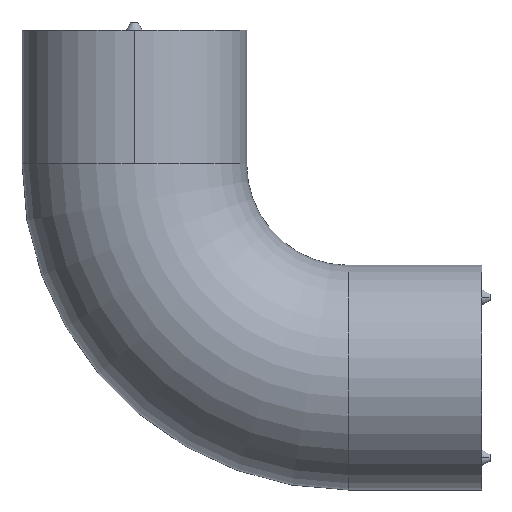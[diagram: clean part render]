
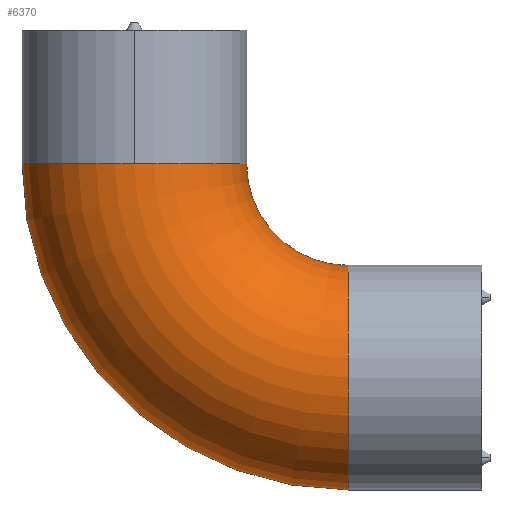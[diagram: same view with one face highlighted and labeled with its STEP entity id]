
A CAD part, left-side view. The second image highlights one B-rep face of the part: STEP entity #6370.
In plain terms, the highlighted toroidal (fillet/blend) face has major radius 40 mm and minor radius 21 mm.
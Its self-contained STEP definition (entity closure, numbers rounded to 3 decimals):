
#236 = CARTESIAN_POINT ( 'NONE',  ( 0., 65., 40. ) ) ;
#262 = CARTESIAN_POINT ( 'NONE',  ( 0., 25., 40. ) ) ;
#277 = DIRECTION ( 'NONE',  ( 0., -1., 0. ) ) ;
#791 = CARTESIAN_POINT ( 'NONE',  ( 0., 25., 0. ) ) ;
#805 = CIRCLE ( 'NONE', #9360, 21. ) ;
#1415 = DIRECTION ( 'NONE',  ( 0., -1., 0. ) ) ;
#1517 = DIRECTION ( 'NONE',  ( 1., 0., 0. ) ) ;
#1576 = EDGE_CURVE ( 'NONE', #6103, #5684, #1815, .T. ) ;
#1610 = TOROIDAL_SURFACE ( 'NONE', #10771, 40., 21. ) ;
#1815 = CIRCLE ( 'NONE', #12361, 21. ) ;
#2408 = FACE_OUTER_BOUND ( 'NONE', #7681, .T. ) ;
#2605 = DIRECTION ( 'NONE',  ( 0., 0., -1. ) ) ;
#2980 = EDGE_CURVE ( 'NONE', #5531, #3856, #805, .T. ) ;
#3480 = CARTESIAN_POINT ( 'NONE',  ( 0., 25., 40. ) ) ;
#3854 = CARTESIAN_POINT ( 'NONE',  ( 0., 25., 40. ) ) ;
#3856 = VERTEX_POINT ( 'NONE', #4743 ) ;
#4685 = ORIENTED_EDGE ( 'NONE', *, *, #6565, .T. ) ;
#4743 = CARTESIAN_POINT ( 'NONE',  ( -21., 65., 40. ) ) ;
#4761 = EDGE_CURVE ( 'NONE', #6103, #5531, #6413, .T. ) ;
#5052 = DIRECTION ( 'NONE',  ( 0., 1., 0. ) ) ;
#5408 = CARTESIAN_POINT ( 'NONE',  ( 0., 86., 40. ) ) ;
#5531 = VERTEX_POINT ( 'NONE', #5408 ) ;
#5684 = VERTEX_POINT ( 'NONE', #6077 ) ;
#5727 = DIRECTION ( 'NONE',  ( 1., 0., 0. ) ) ;
#5735 = CARTESIAN_POINT ( 'NONE',  ( 0., 65., 40. ) ) ;
#5817 = EDGE_CURVE ( 'NONE', #3856, #10143, #6944, .T. ) ;
#5997 = AXIS2_PLACEMENT_3D ( 'NONE', #3854, #11296, #10245 ) ;
#6077 = CARTESIAN_POINT ( 'NONE',  ( 0., 25., 21. ) ) ;
#6103 = VERTEX_POINT ( 'NONE', #13137 ) ;
#6174 = ORIENTED_EDGE ( 'NONE', *, *, #4761, .F. ) ;
#6282 = AXIS2_PLACEMENT_3D ( 'NONE', #3480, #5727, #11858 ) ;
#6370 = ADVANCED_FACE ( 'NONE', ( #2408 ), #1610, .T. ) ;
#6413 = CIRCLE ( 'NONE', #6282, 61. ) ;
#6565 = EDGE_CURVE ( 'NONE', #5684, #10143, #13195, .T. ) ;
#6944 = CIRCLE ( 'NONE', #7874, 21. ) ;
#7295 = ORIENTED_EDGE ( 'NONE', *, *, #5817, .F. ) ;
#7681 = EDGE_LOOP ( 'NONE', ( #6174, #11363, #4685, #7295, #11968 ) ) ;
#7874 = AXIS2_PLACEMENT_3D ( 'NONE', #236, #10786, #277 ) ;
#7889 = DIRECTION ( 'NONE',  ( 0., 0., 1. ) ) ;
#8759 = CARTESIAN_POINT ( 'NONE',  ( 0., 44., 40. ) ) ;
#9360 = AXIS2_PLACEMENT_3D ( 'NONE', #5735, #7889, #1415 ) ;
#10143 = VERTEX_POINT ( 'NONE', #8759 ) ;
#10240 = DIRECTION ( 'NONE',  ( 0., 0., 1. ) ) ;
#10245 = DIRECTION ( 'NONE',  ( 0., 0., -1. ) ) ;
#10771 = AXIS2_PLACEMENT_3D ( 'NONE', #262, #1517, #2605 ) ;
#10786 = DIRECTION ( 'NONE',  ( 0., 0., 1. ) ) ;
#11296 = DIRECTION ( 'NONE',  ( 1., 0., 0. ) ) ;
#11363 = ORIENTED_EDGE ( 'NONE', *, *, #1576, .T. ) ;
#11858 = DIRECTION ( 'NONE',  ( 0., 0., -1. ) ) ;
#11968 = ORIENTED_EDGE ( 'NONE', *, *, #2980, .F. ) ;
#12361 = AXIS2_PLACEMENT_3D ( 'NONE', #791, #5052, #10240 ) ;
#13137 = CARTESIAN_POINT ( 'NONE',  ( 0., 25., -21. ) ) ;
#13195 = CIRCLE ( 'NONE', #5997, 19. ) ;
